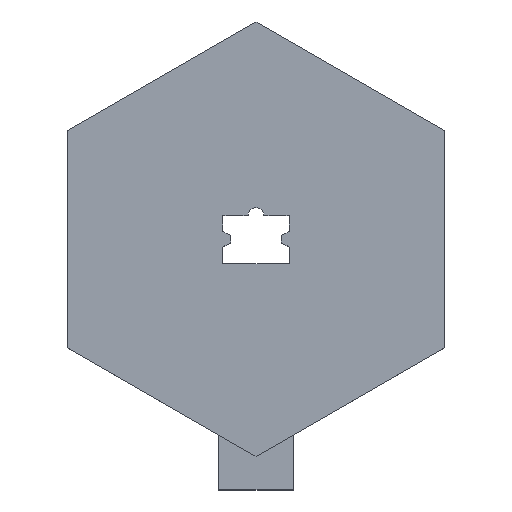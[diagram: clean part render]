
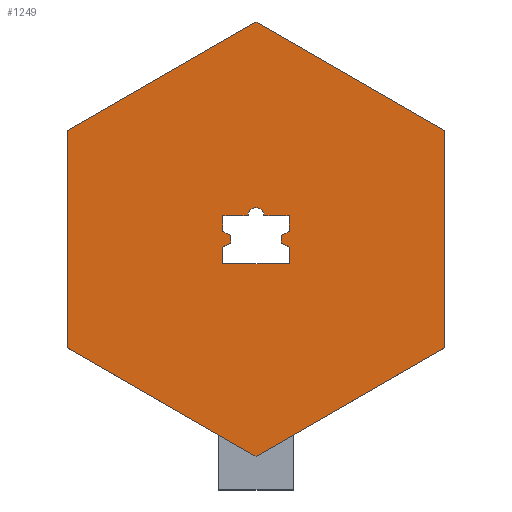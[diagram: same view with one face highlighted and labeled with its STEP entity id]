
A CAD part, top view. The second image highlights one B-rep face of the part: STEP entity #1249.
In plain terms, the highlighted planar face has unit normal (0, 0, 1).
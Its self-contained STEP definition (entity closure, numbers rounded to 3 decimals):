
#319 = VERTEX_POINT('',#320);
#320 = CARTESIAN_POINT('',(0.,-77.476,11.5));
#326 = EDGE_CURVE('',#319,#327,#329,.T.);
#327 = VERTEX_POINT('',#328);
#328 = CARTESIAN_POINT('',(48.,-49.763,11.5));
#329 = LINE('',#330,#331);
#330 = CARTESIAN_POINT('',(0.,-77.476,11.5));
#331 = VECTOR('',#332,1.);
#332 = DIRECTION('',(0.866,0.5,0.));
#748 = VERTEX_POINT('',#749);
#749 = CARTESIAN_POINT('',(8.5,-20.05,11.5));
#755 = EDGE_CURVE('',#756,#748,#758,.T.);
#756 = VERTEX_POINT('',#757);
#757 = CARTESIAN_POINT('',(8.5,-16.,11.5));
#758 = LINE('',#759,#760);
#759 = CARTESIAN_POINT('',(8.5,-21.05,11.5));
#760 = VECTOR('',#761,1.);
#761 = DIRECTION('',(0.,-1.,0.));
#803 = VERTEX_POINT('',#804);
#804 = CARTESIAN_POINT('',(6.5,-21.05,11.5));
#810 = EDGE_CURVE('',#748,#803,#811,.T.);
#811 = LINE('',#812,#813);
#812 = CARTESIAN_POINT('',(3.7,-22.45,11.5));
#813 = VECTOR('',#814,1.);
#814 = DIRECTION('',(-0.894,-0.447,0.));
#868 = VERTEX_POINT('',#869);
#869 = CARTESIAN_POINT('',(6.5,-23.05,11.5));
#875 = EDGE_CURVE('',#876,#868,#878,.T.);
#876 = VERTEX_POINT('',#877);
#877 = CARTESIAN_POINT('',(8.5,-24.05,11.5));
#878 = LINE('',#879,#880);
#879 = CARTESIAN_POINT('',(3.7,-21.65,11.5));
#880 = VECTOR('',#881,1.);
#881 = DIRECTION('',(-0.894,0.447,0.));
#899 = EDGE_CURVE('',#900,#876,#902,.T.);
#900 = VERTEX_POINT('',#901);
#901 = CARTESIAN_POINT('',(8.5,-28.3,11.5));
#902 = LINE('',#903,#904);
#903 = CARTESIAN_POINT('',(8.5,-23.05,11.5));
#904 = VECTOR('',#905,1.);
#905 = DIRECTION('',(0.,1.,0.));
#923 = EDGE_CURVE('',#924,#900,#926,.T.);
#924 = VERTEX_POINT('',#925);
#925 = CARTESIAN_POINT('',(-8.5,-28.3,11.5));
#926 = LINE('',#927,#928);
#927 = CARTESIAN_POINT('',(4.25,-28.3,11.5));
#928 = VECTOR('',#929,1.);
#929 = DIRECTION('',(1.,0.,0.));
#981 = EDGE_CURVE('',#982,#924,#984,.T.);
#982 = VERTEX_POINT('',#983);
#983 = CARTESIAN_POINT('',(-8.5,-24.05,11.5));
#984 = LINE('',#985,#986);
#985 = CARTESIAN_POINT('',(-8.5,-25.175,11.5));
#986 = VECTOR('',#987,1.);
#987 = DIRECTION('',(0.,-1.,0.));
#1005 = EDGE_CURVE('',#1006,#982,#1008,.T.);
#1006 = VERTEX_POINT('',#1007);
#1007 = CARTESIAN_POINT('',(-6.5,-23.05,11.5));
#1008 = LINE('',#1009,#1010);
#1009 = CARTESIAN_POINT('',(-4.7,-22.15,11.5));
#1010 = VECTOR('',#1011,1.);
#1011 = DIRECTION('',(-0.894,-0.447,0.));
#1094 = VERTEX_POINT('',#1095);
#1095 = CARTESIAN_POINT('',(-6.5,-21.05,11.5));
#1101 = EDGE_CURVE('',#1102,#1094,#1104,.T.);
#1102 = VERTEX_POINT('',#1103);
#1103 = CARTESIAN_POINT('',(-8.5,-20.05,11.5));
#1104 = LINE('',#1105,#1106);
#1105 = CARTESIAN_POINT('',(-3.7,-22.45,11.5));
#1106 = VECTOR('',#1107,1.);
#1107 = DIRECTION('',(0.894,-0.447,0.));
#1125 = EDGE_CURVE('',#1126,#1102,#1128,.T.);
#1126 = VERTEX_POINT('',#1127);
#1127 = CARTESIAN_POINT('',(-8.5,-16.,11.5));
#1128 = LINE('',#1129,#1130);
#1129 = CARTESIAN_POINT('',(-8.5,-21.05,11.5));
#1130 = VECTOR('',#1131,1.);
#1131 = DIRECTION('',(0.,-1.,0.));
#1230 = EDGE_CURVE('',#327,#1231,#1233,.T.);
#1231 = VERTEX_POINT('',#1232);
#1232 = CARTESIAN_POINT('',(48.,5.663,11.5));
#1233 = LINE('',#1234,#1235);
#1234 = CARTESIAN_POINT('',(48.,-49.763,11.5));
#1235 = VECTOR('',#1236,1.);
#1236 = DIRECTION('',(0.,1.,0.));
#1249 = ADVANCED_FACE('',(#1250,#1284),#1346,.T.);
#1250 = FACE_BOUND('',#1251,.T.);
#1251 = EDGE_LOOP('',(#1252,#1262,#1270,#1276,#1277,#1278));
#1252 = ORIENTED_EDGE('',*,*,#1253,.T.);
#1253 = EDGE_CURVE('',#1254,#1256,#1258,.T.);
#1254 = VERTEX_POINT('',#1255);
#1255 = CARTESIAN_POINT('',(0.,33.376,11.5));
#1256 = VERTEX_POINT('',#1257);
#1257 = CARTESIAN_POINT('',(-48.,5.663,11.5));
#1258 = LINE('',#1259,#1260);
#1259 = CARTESIAN_POINT('',(0.,33.376,11.5));
#1260 = VECTOR('',#1261,1.);
#1261 = DIRECTION('',(-0.866,-0.5,0.));
#1262 = ORIENTED_EDGE('',*,*,#1263,.T.);
#1263 = EDGE_CURVE('',#1256,#1264,#1266,.T.);
#1264 = VERTEX_POINT('',#1265);
#1265 = CARTESIAN_POINT('',(-48.,-49.763,11.5));
#1266 = LINE('',#1267,#1268);
#1267 = CARTESIAN_POINT('',(-48.,5.663,11.5));
#1268 = VECTOR('',#1269,1.);
#1269 = DIRECTION('',(0.,-1.,0.));
#1270 = ORIENTED_EDGE('',*,*,#1271,.T.);
#1271 = EDGE_CURVE('',#1264,#319,#1272,.T.);
#1272 = LINE('',#1273,#1274);
#1273 = CARTESIAN_POINT('',(-48.,-49.763,11.5));
#1274 = VECTOR('',#1275,1.);
#1275 = DIRECTION('',(0.866,-0.5,0.));
#1276 = ORIENTED_EDGE('',*,*,#326,.T.);
#1277 = ORIENTED_EDGE('',*,*,#1230,.T.);
#1278 = ORIENTED_EDGE('',*,*,#1279,.T.);
#1279 = EDGE_CURVE('',#1231,#1254,#1280,.T.);
#1280 = LINE('',#1281,#1282);
#1281 = CARTESIAN_POINT('',(48.,5.663,11.5));
#1282 = VECTOR('',#1283,1.);
#1283 = DIRECTION('',(-0.866,0.5,0.));
#1284 = FACE_BOUND('',#1285,.T.);
#1285 = EDGE_LOOP('',(#1286,#1292,#1293,#1294,#1295,#1296,#1297,#1303,
    #1304,#1305,#1313,#1321,#1330,#1338,#1344,#1345));
#1286 = ORIENTED_EDGE('',*,*,#1287,.F.);
#1287 = EDGE_CURVE('',#868,#803,#1288,.T.);
#1288 = LINE('',#1289,#1290);
#1289 = CARTESIAN_POINT('',(6.5,-19.025,11.5));
#1290 = VECTOR('',#1291,1.);
#1291 = DIRECTION('',(0.,1.,0.));
#1292 = ORIENTED_EDGE('',*,*,#875,.F.);
#1293 = ORIENTED_EDGE('',*,*,#899,.F.);
#1294 = ORIENTED_EDGE('',*,*,#923,.F.);
#1295 = ORIENTED_EDGE('',*,*,#981,.F.);
#1296 = ORIENTED_EDGE('',*,*,#1005,.F.);
#1297 = ORIENTED_EDGE('',*,*,#1298,.T.);
#1298 = EDGE_CURVE('',#1006,#1094,#1299,.T.);
#1299 = LINE('',#1300,#1301);
#1300 = CARTESIAN_POINT('',(-6.5,-19.025,11.5));
#1301 = VECTOR('',#1302,1.);
#1302 = DIRECTION('',(0.,1.,0.));
#1303 = ORIENTED_EDGE('',*,*,#1101,.F.);
#1304 = ORIENTED_EDGE('',*,*,#1125,.F.);
#1305 = ORIENTED_EDGE('',*,*,#1306,.F.);
#1306 = EDGE_CURVE('',#1307,#1126,#1309,.T.);
#1307 = VERTEX_POINT('',#1308);
#1308 = CARTESIAN_POINT('',(-6.5,-16.,11.5));
#1309 = LINE('',#1310,#1311);
#1310 = CARTESIAN_POINT('',(-4.25,-16.,11.5));
#1311 = VECTOR('',#1312,1.);
#1312 = DIRECTION('',(-1.,-0.,-0.));
#1313 = ORIENTED_EDGE('',*,*,#1314,.F.);
#1314 = EDGE_CURVE('',#1315,#1307,#1317,.T.);
#1315 = VERTEX_POINT('',#1316);
#1316 = CARTESIAN_POINT('',(-2.,-16.,11.5));
#1317 = LINE('',#1318,#1319);
#1318 = CARTESIAN_POINT('',(-3.25,-16.,11.5));
#1319 = VECTOR('',#1320,1.);
#1320 = DIRECTION('',(-1.,-0.,-0.));
#1321 = ORIENTED_EDGE('',*,*,#1322,.T.);
#1322 = EDGE_CURVE('',#1315,#1323,#1325,.T.);
#1323 = VERTEX_POINT('',#1324);
#1324 = CARTESIAN_POINT('',(2.,-16.,11.5));
#1325 = CIRCLE('',#1326,2.);
#1326 = AXIS2_PLACEMENT_3D('',#1327,#1328,#1329);
#1327 = CARTESIAN_POINT('',(0.,-16.,11.5));
#1328 = DIRECTION('',(0.,0.,-1.));
#1329 = DIRECTION('',(1.,0.,0.));
#1330 = ORIENTED_EDGE('',*,*,#1331,.F.);
#1331 = EDGE_CURVE('',#1332,#1323,#1334,.T.);
#1332 = VERTEX_POINT('',#1333);
#1333 = CARTESIAN_POINT('',(6.5,-16.,11.5));
#1334 = LINE('',#1335,#1336);
#1335 = CARTESIAN_POINT('',(-3.25,-16.,11.5));
#1336 = VECTOR('',#1337,1.);
#1337 = DIRECTION('',(-1.,-0.,-0.));
#1338 = ORIENTED_EDGE('',*,*,#1339,.F.);
#1339 = EDGE_CURVE('',#756,#1332,#1340,.T.);
#1340 = LINE('',#1341,#1342);
#1341 = CARTESIAN_POINT('',(1.,-16.,11.5));
#1342 = VECTOR('',#1343,1.);
#1343 = DIRECTION('',(-1.,-0.,-0.));
#1344 = ORIENTED_EDGE('',*,*,#755,.T.);
#1345 = ORIENTED_EDGE('',*,*,#810,.T.);
#1346 = PLANE('',#1347);
#1347 = AXIS2_PLACEMENT_3D('',#1348,#1349,#1350);
#1348 = CARTESIAN_POINT('',(0.,-22.05,11.5));
#1349 = DIRECTION('',(0.,0.,1.));
#1350 = DIRECTION('',(0.,1.,0.));
